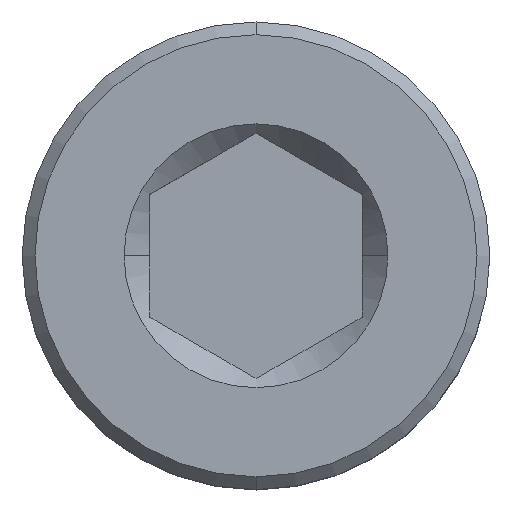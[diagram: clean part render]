
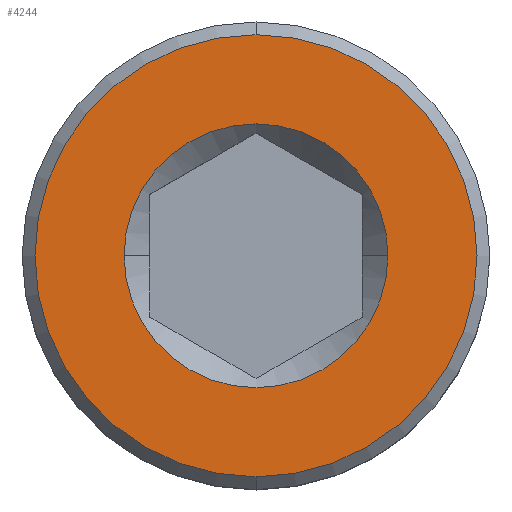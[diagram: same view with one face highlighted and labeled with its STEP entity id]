
A CAD part, top view. The second image highlights one B-rep face of the part: STEP entity #4244.
In plain terms, the highlighted planar face has unit normal (0, 0, 1).
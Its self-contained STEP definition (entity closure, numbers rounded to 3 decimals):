
#38 = AXIS2_PLACEMENT_3D ( 'NONE', #2761, #7437, #433 ) ;
#105 = DIRECTION ( 'NONE',  ( 0., 0., 1. ) ) ;
#371 = EDGE_CURVE ( 'NONE', #7364, #1888, #5477, .T. ) ;
#433 = DIRECTION ( 'NONE',  ( 1., 0., 0. ) ) ;
#577 = AXIS2_PLACEMENT_3D ( 'NONE', #1317, #3762, #6648 ) ;
#622 = AXIS2_PLACEMENT_3D ( 'NONE', #1890, #105, #1295 ) ;
#1135 = AXIS2_PLACEMENT_3D ( 'NONE', #4429, #3230, #5039 ) ;
#1239 = CARTESIAN_POINT ( 'NONE',  ( 0., 0., 14. ) ) ;
#1295 = DIRECTION ( 'NONE',  ( 1., 0., 0. ) ) ;
#1317 = CARTESIAN_POINT ( 'NONE',  ( 0., 0., 14. ) ) ;
#1329 = CIRCLE ( 'NONE', #622, 1.552 ) ;
#1342 = CARTESIAN_POINT ( 'NONE',  ( 0., -2.6, 14. ) ) ;
#1406 = PLANE ( 'NONE',  #577 ) ;
#1425 = EDGE_LOOP ( 'NONE', ( #6823, #2280 ) ) ;
#1888 = VERTEX_POINT ( 'NONE', #7172 ) ;
#1890 = CARTESIAN_POINT ( 'NONE',  ( 0., 0., 14. ) ) ;
#2026 = AXIS2_PLACEMENT_3D ( 'NONE', #1239, #5930, #2486 ) ;
#2280 = ORIENTED_EDGE ( 'NONE', *, *, #7004, .F. ) ;
#2486 = DIRECTION ( 'NONE',  ( 0., 1., 0. ) ) ;
#2617 = EDGE_CURVE ( 'NONE', #1888, #7364, #1329, .T. ) ;
#2747 = ORIENTED_EDGE ( 'NONE', *, *, #2617, .F. ) ;
#2761 = CARTESIAN_POINT ( 'NONE',  ( 0., 0., 14. ) ) ;
#2989 = CIRCLE ( 'NONE', #2026, 2.6 ) ;
#3230 = DIRECTION ( 'NONE',  ( 0., 0., -1. ) ) ;
#3234 = CARTESIAN_POINT ( 'NONE',  ( 1.552, 0., 14. ) ) ;
#3537 = FACE_BOUND ( 'NONE', #7174, .T. ) ;
#3566 = CIRCLE ( 'NONE', #1135, 2.6 ) ;
#3762 = DIRECTION ( 'NONE',  ( 0., 0., 1. ) ) ;
#4209 = ORIENTED_EDGE ( 'NONE', *, *, #371, .F. ) ;
#4244 = ADVANCED_FACE ( 'NONE', ( #3537, #5349 ), #1406, .T. ) ;
#4429 = CARTESIAN_POINT ( 'NONE',  ( 0., 0., 14. ) ) ;
#5039 = DIRECTION ( 'NONE',  ( 0., 1., 0. ) ) ;
#5349 = FACE_OUTER_BOUND ( 'NONE', #1425, .T. ) ;
#5477 = CIRCLE ( 'NONE', #38, 1.552 ) ;
#5557 = CARTESIAN_POINT ( 'NONE',  ( 0., 2.6, 14. ) ) ;
#5930 = DIRECTION ( 'NONE',  ( 0., 0., -1. ) ) ;
#5976 = EDGE_CURVE ( 'NONE', #7307, #7592, #3566, .T. ) ;
#6648 = DIRECTION ( 'NONE',  ( 0., -1., 0. ) ) ;
#6823 = ORIENTED_EDGE ( 'NONE', *, *, #5976, .F. ) ;
#7004 = EDGE_CURVE ( 'NONE', #7592, #7307, #2989, .T. ) ;
#7172 = CARTESIAN_POINT ( 'NONE',  ( -1.552, 0., 14. ) ) ;
#7174 = EDGE_LOOP ( 'NONE', ( #4209, #2747 ) ) ;
#7307 = VERTEX_POINT ( 'NONE', #5557 ) ;
#7364 = VERTEX_POINT ( 'NONE', #3234 ) ;
#7437 = DIRECTION ( 'NONE',  ( 0., 0., 1. ) ) ;
#7592 = VERTEX_POINT ( 'NONE', #1342 ) ;
